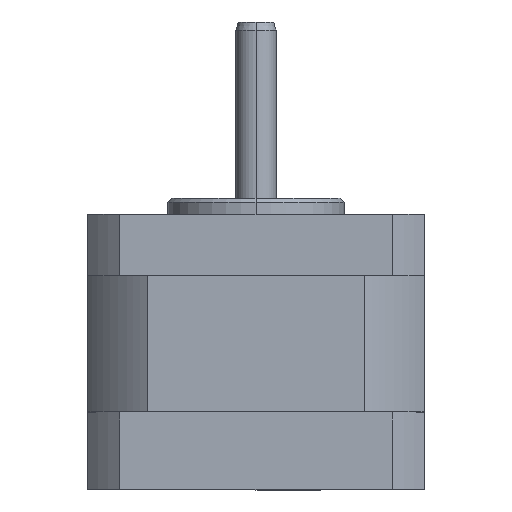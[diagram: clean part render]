
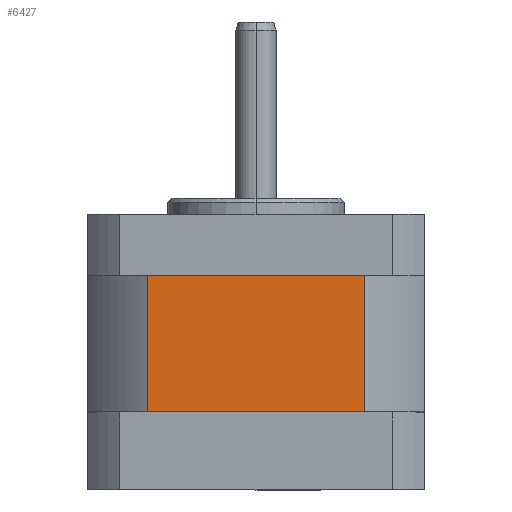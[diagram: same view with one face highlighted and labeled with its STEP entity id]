
A CAD part, top view. The second image highlights one B-rep face of the part: STEP entity #6427.
In plain terms, the highlighted planar face has unit normal (0, 0, 1).
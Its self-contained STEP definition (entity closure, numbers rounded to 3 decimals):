
#2282 = LINE ( 'NONE', #2283, #11063 ) ;
#2283 = CARTESIAN_POINT ( 'NONE',  ( 38.65, 26.64, 38.65 ) ) ;
#2284 = DIRECTION ( 'NONE',  ( 1., 0., 0. ) ) ;
#4492 = VERTEX_POINT ( 'NONE', #5784 ) ;
#4494 = VERTEX_POINT ( 'NONE', #5786 ) ;
#4512 = VERTEX_POINT ( 'NONE', #5804 ) ;
#4513 = VERTEX_POINT ( 'NONE', #5805 ) ;
#5784 = CARTESIAN_POINT ( 'NONE',  ( 4.085, 26.64, 38.65 ) ) ;
#5786 = CARTESIAN_POINT ( 'NONE',  ( 31.215, 26.64, 38.65 ) ) ;
#5804 = CARTESIAN_POINT ( 'NONE',  ( 4.085, 9.66, 38.65 ) ) ;
#5805 = CARTESIAN_POINT ( 'NONE',  ( 31.215, 9.66, 38.65 ) ) ;
#6427 = ADVANCED_FACE ( 'NONE', ( #10492 ), #9786, .F. ) ;
#7018 = ORIENTED_EDGE ( 'NONE', *, *, #11338, .T. ) ;
#7019 = ORIENTED_EDGE ( 'NONE', *, *, #11336, .F. ) ;
#7020 = ORIENTED_EDGE ( 'NONE', *, *, #11456, .F. ) ;
#7021 = ORIENTED_EDGE ( 'NONE', *, *, #11337, .F. ) ;
#8666 = EDGE_LOOP ( 'NONE', ( #7020, #7019, #7021, #7018 ) ) ;
#9786 = PLANE ( 'NONE',  #10497 ) ;
#9787 = CARTESIAN_POINT ( 'NONE',  ( 0.679, 34.3, 38.65 ) ) ;
#9788 = DIRECTION ( 'NONE',  ( 0., 0., -1. ) ) ;
#9789 = DIRECTION ( 'NONE',  ( -1., 0., 0. ) ) ;
#10152 = LINE ( 'NONE', #10153, #10562 ) ;
#10153 = CARTESIAN_POINT ( 'NONE',  ( 4.085, 9.65, 38.65 ) ) ;
#10154 = DIRECTION ( 'NONE',  ( 0., 1., 0. ) ) ;
#10155 = LINE ( 'NONE', #10156, #10563 ) ;
#10156 = CARTESIAN_POINT ( 'NONE',  ( 38.65, 9.66, 38.65 ) ) ;
#10157 = DIRECTION ( 'NONE',  ( -1., 0., 0. ) ) ;
#10158 = LINE ( 'NONE', #10159, #10564 ) ;
#10159 = CARTESIAN_POINT ( 'NONE',  ( 31.215, 9.65, 38.65 ) ) ;
#10160 = DIRECTION ( 'NONE',  ( 0., 1., 0. ) ) ;
#10492 = FACE_OUTER_BOUND ( 'NONE', #8666, .T. ) ;
#10497 = AXIS2_PLACEMENT_3D ( 'NONE', #9787, #9788, #9789 ) ;
#10562 = VECTOR ( 'NONE', #10154, 1000. ) ;
#10563 = VECTOR ( 'NONE', #10157, 1000. ) ;
#10564 = VECTOR ( 'NONE', #10160, 1000. ) ;
#11063 = VECTOR ( 'NONE', #2284, 1000. ) ;
#11336 = EDGE_CURVE ( 'NONE', #4512, #4492, #10152, .T. ) ;
#11337 = EDGE_CURVE ( 'NONE', #4513, #4512, #10155, .T. ) ;
#11338 = EDGE_CURVE ( 'NONE', #4513, #4494, #10158, .T. ) ;
#11456 = EDGE_CURVE ( 'NONE', #4492, #4494, #2282, .T. ) ;
